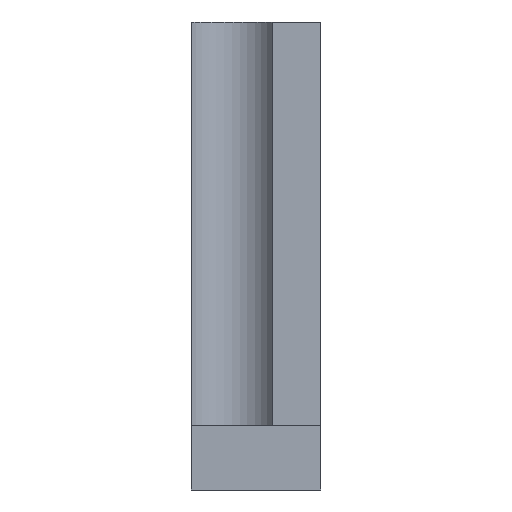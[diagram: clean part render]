
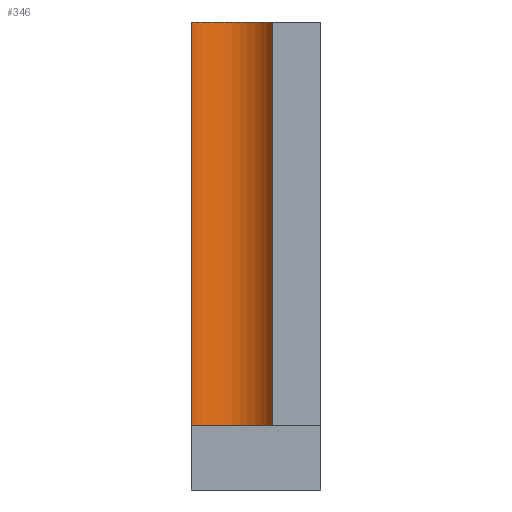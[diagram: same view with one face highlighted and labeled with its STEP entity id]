
A CAD part, front view. The second image highlights one B-rep face of the part: STEP entity #346.
In plain terms, the highlighted cylindrical face has radius 3 mm (diameter 6 mm), a partial arc.
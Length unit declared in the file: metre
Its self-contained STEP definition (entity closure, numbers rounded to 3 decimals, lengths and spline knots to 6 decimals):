
#14=CYLINDRICAL_SURFACE('',#385,0.003);
#18=CIRCLE('',#368,0.003);
#21=CIRCLE('',#372,0.003);
#92=ORIENTED_EDGE('',*,*,#160,.T.);
#93=ORIENTED_EDGE('',*,*,#140,.T.);
#94=ORIENTED_EDGE('',*,*,#126,.F.);
#95=ORIENTED_EDGE('',*,*,#133,.F.);
#126=EDGE_CURVE('',#172,#173,#204,.F.);
#133=EDGE_CURVE('',#178,#172,#18,.T.);
#140=EDGE_CURVE('',#184,#173,#21,.T.);
#160=EDGE_CURVE('',#178,#184,#230,.F.);
#172=VERTEX_POINT('',#503);
#173=VERTEX_POINT('',#505);
#178=VERTEX_POINT('',#519);
#184=VERTEX_POINT('',#533);
#204=LINE('',#504,#242);
#230=LINE('',#573,#268);
#242=VECTOR('',#403,1.);
#268=VECTOR('',#473,1.);
#290=EDGE_LOOP('',(#92,#93,#94,#95));
#314=FACE_BOUND('',#290,.T.);
#346=ADVANCED_FACE('',(#314),#14,.F.);
#368=AXIS2_PLACEMENT_3D('',#518,#416,#417);
#372=AXIS2_PLACEMENT_3D('',#532,#428,#429);
#385=AXIS2_PLACEMENT_3D('',#572,#471,#472);
#403=DIRECTION('',(0.,0.,-1.));
#416=DIRECTION('',(0.,0.,1.));
#417=DIRECTION('',(1.,0.,0.));
#428=DIRECTION('',(0.,0.,1.));
#429=DIRECTION('',(1.,0.,0.));
#471=DIRECTION('',(0.,0.,-1.));
#472=DIRECTION('',(-1.,0.,0.));
#473=DIRECTION('',(0.,0.,-1.));
#503=CARTESIAN_POINT('',(0.006099,-0.036442,-0.0055));
#504=CARTESIAN_POINT('',(0.006099,-0.036442,0.0195));
#505=CARTESIAN_POINT('',(0.006099,-0.036442,0.0195));
#518=CARTESIAN_POINT('',(0.008599,-0.0381,-0.0055));
#519=CARTESIAN_POINT('',(0.011099,-0.036442,-0.0055));
#532=CARTESIAN_POINT('',(0.008599,-0.0381,0.0195));
#533=CARTESIAN_POINT('',(0.011099,-0.036442,0.0195));
#572=CARTESIAN_POINT('',(0.008599,-0.0381,0.0195));
#573=CARTESIAN_POINT('',(0.011099,-0.036442,0.0195));
